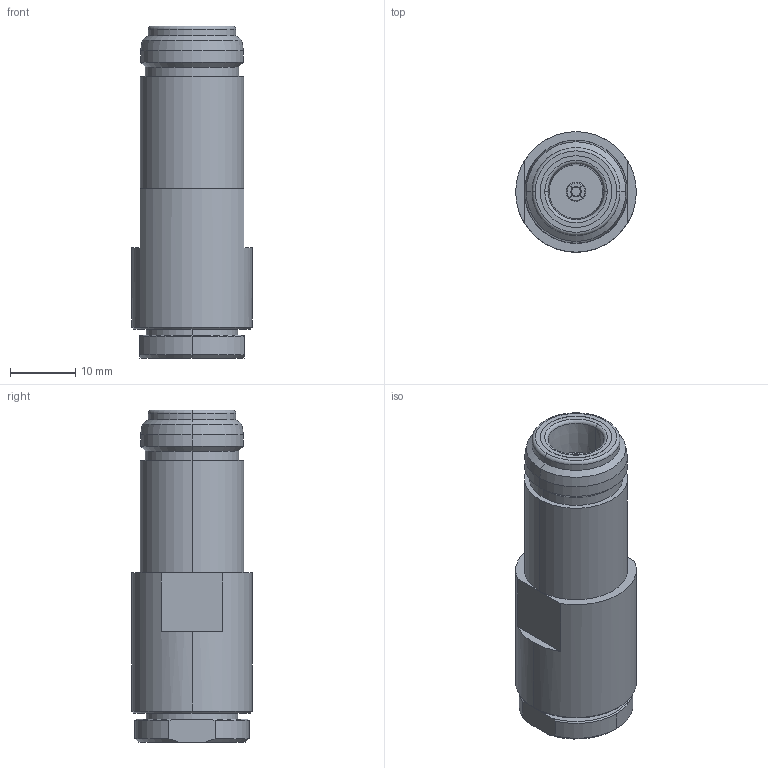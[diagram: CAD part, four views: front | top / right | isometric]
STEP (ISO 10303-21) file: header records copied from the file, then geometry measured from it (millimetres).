
FILE_DESCRIPTION (( 'STEP AP214' ), '1' );
FILE_NAME ('J01021A0207.STEP', '2018-11-16T12:38:33', ( '' ), ( '' ), 'SwSTEP 2.0', 'SolidWorks 2017', '' );
FILE_SCHEMA (( 'AUTOMOTIVE_DESIGN' ));
Length unit declared in the file: millimetre
Products named in the file (1): J01021A0207
Bounding box: 18.5 x 18.5 x 50.95 mm (x, y, z)
Volume: 10739.1 mm3; surface area: 3993.9 mm2
Topology: 1 solids, 2 shells, 99 faces, 230 edges, 145 vertices
Faces by surface type: cylinder 35, cone 30, plane 28, torus 6
Entity records: 3943 total; most frequent: CARTESIAN_POINT 583, DIRECTION 497, ORIENTED_EDGE 460, EDGE_CURVE 230, AXIS2_PLACEMENT_3D 203, VERTEX_POINT 145, EDGE_LOOP 111, CIRCLE 103
